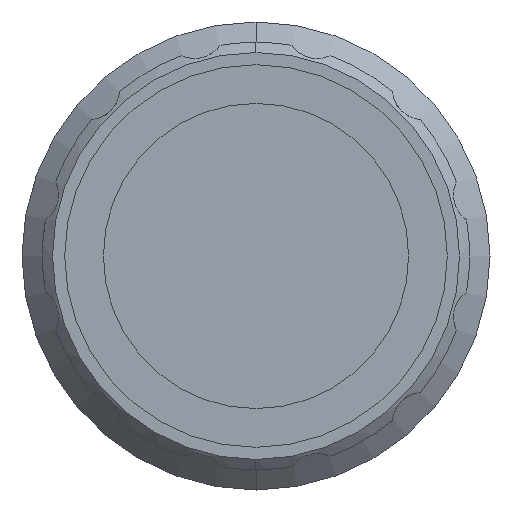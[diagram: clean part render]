
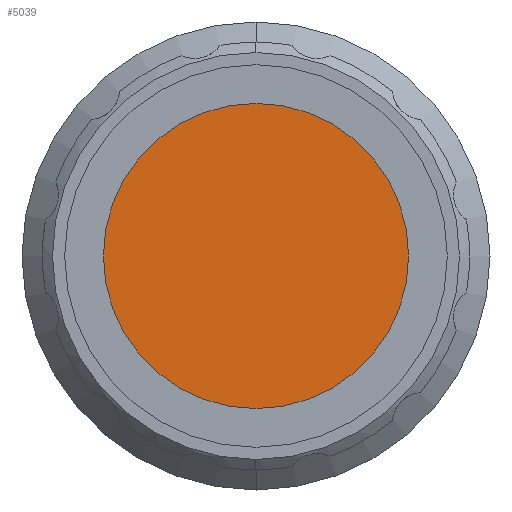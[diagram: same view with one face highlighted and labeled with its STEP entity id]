
A CAD part, left-side view. The second image highlights one B-rep face of the part: STEP entity #5039.
In plain terms, the highlighted planar face has unit normal (-1, 0, 0).
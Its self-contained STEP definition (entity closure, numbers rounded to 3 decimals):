
#401 = ORIENTED_EDGE ( 'NONE', *, *, #19984, .T. ) ;
#1453 = CIRCLE ( 'NONE', #6511, 15. ) ;
#2639 = DIRECTION ( 'NONE',  ( 0., 0., 1. ) ) ;
#2980 = CIRCLE ( 'NONE', #18563, 15. ) ;
#4646 = DIRECTION ( 'NONE',  ( -1., 0., 0. ) ) ;
#4957 = EDGE_CURVE ( 'NONE', #18050, #5302, #1453, .T. ) ;
#5039 = ADVANCED_FACE ( 'NONE', ( #9509 ), #6721, .F. ) ;
#5302 = VERTEX_POINT ( 'NONE', #8734 ) ;
#6511 = AXIS2_PLACEMENT_3D ( 'NONE', #12798, #4646, #2639 ) ;
#6721 = PLANE ( 'NONE',  #13174 ) ;
#8734 = CARTESIAN_POINT ( 'NONE',  ( -26.149, 0., 15. ) ) ;
#9509 = FACE_OUTER_BOUND ( 'NONE', #21614, .T. ) ;
#11290 = DIRECTION ( 'NONE',  ( -1., 0., 0. ) ) ;
#12798 = CARTESIAN_POINT ( 'NONE',  ( -26.149, 0., 0. ) ) ;
#12936 = CARTESIAN_POINT ( 'NONE',  ( -26.149, 0., -15. ) ) ;
#13174 = AXIS2_PLACEMENT_3D ( 'NONE', #18644, #20634, #24219 ) ;
#18050 = VERTEX_POINT ( 'NONE', #12936 ) ;
#18563 = AXIS2_PLACEMENT_3D ( 'NONE', #23209, #11290, #25198 ) ;
#18644 = CARTESIAN_POINT ( 'NONE',  ( -26.149, 0., 0. ) ) ;
#19984 = EDGE_CURVE ( 'NONE', #5302, #18050, #2980, .T. ) ;
#20634 = DIRECTION ( 'NONE',  ( 1., 0., 0. ) ) ;
#21614 = EDGE_LOOP ( 'NONE', ( #401, #24990 ) ) ;
#23209 = CARTESIAN_POINT ( 'NONE',  ( -26.149, 0., 0. ) ) ;
#24219 = DIRECTION ( 'NONE',  ( 0., 0., -1. ) ) ;
#24990 = ORIENTED_EDGE ( 'NONE', *, *, #4957, .T. ) ;
#25198 = DIRECTION ( 'NONE',  ( 0., 0., 1. ) ) ;
